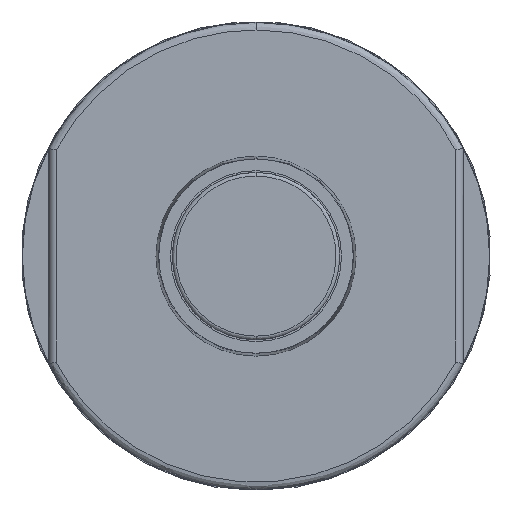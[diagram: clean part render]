
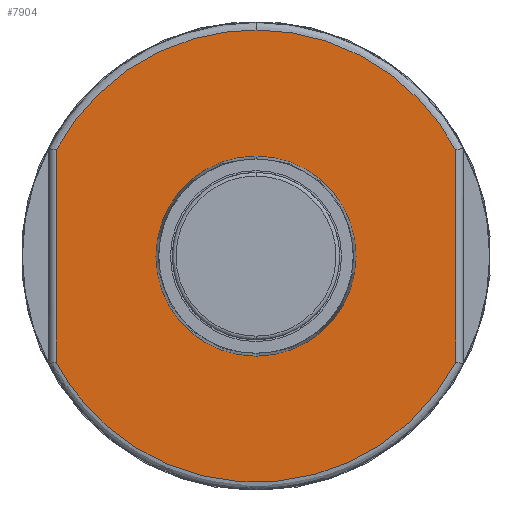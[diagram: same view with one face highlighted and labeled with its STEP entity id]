
A CAD part, front view. The second image highlights one B-rep face of the part: STEP entity #7904.
In plain terms, the highlighted planar face has unit normal (0, -1, 0).
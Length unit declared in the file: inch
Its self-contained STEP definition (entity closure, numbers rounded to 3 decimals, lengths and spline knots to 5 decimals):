
#1024 = VERTEX_POINT ( 'NONE', #14091 ) ;
#1730 = CARTESIAN_POINT ( 'NONE',  ( 1.05795, 1.225, 1.20637 ) ) ;
#2351 = CARTESIAN_POINT ( 'NONE',  ( 0., 1.225, 1.5 ) ) ;
#2398 = FACE_BOUND ( 'NONE', #15439, .T. ) ;
#2685 = DIRECTION ( 'NONE',  ( 0., 0., 1. ) ) ;
#2694 = CIRCLE ( 'NONE', #29563, 0.6635 ) ;
#2889 = ORIENTED_EDGE ( 'NONE', *, *, #27224, .F. ) ;
#3727 = DIRECTION ( 'NONE',  ( 0., 0., -1. ) ) ;
#4058 = VERTEX_POINT ( 'NONE', #13399 ) ;
#4202 = CARTESIAN_POINT ( 'NONE',  ( 0.68387, 1.225, -1.9113 ) ) ;
#4362 = DIRECTION ( 'NONE',  ( 0., 0., 1. ) ) ;
#4365 = CARTESIAN_POINT ( 'NONE',  ( 1.325, 1.225, -0.70312 ) ) ;
#4504 = VERTEX_POINT ( 'NONE', #30936 ) ;
#4950 = ORIENTED_EDGE ( 'NONE', *, *, #7465, .F. ) ;
#6044 = VERTEX_POINT ( 'NONE', #7388 ) ;
#6603 = CARTESIAN_POINT ( 'NONE',  ( 1.325, 1.225, 0. ) ) ;
#6882 = DIRECTION ( 'NONE',  ( 0., 0., -1. ) ) ;
#7388 = CARTESIAN_POINT ( 'NONE',  ( 1.325, 1.225, 0.70312 ) ) ;
#7392 = EDGE_CURVE ( 'NONE', #15321, #4058, #22806, .T. ) ;
#7465 = EDGE_CURVE ( 'NONE', #4504, #4058, #10969, .T. ) ;
#7865 = VECTOR ( 'NONE', #3727, 39.37008 ) ;
#7904 = ADVANCED_FACE ( 'NONE', ( #2398, #23824 ), #11779, .T. ) ;
#7935 = CARTESIAN_POINT ( 'NONE',  ( -1.55, 1.225, 0. ) ) ;
#8035 = VECTOR ( 'NONE', #4362, 39.37008 ) ;
#10469 = DIRECTION ( 'NONE',  ( 0., 0., -1. ) ) ;
#10969 =( BOUNDED_CURVE ( )  B_SPLINE_CURVE ( 3, ( #4365, #4202, #21049, #23270 ),
 .UNSPECIFIED., .F., .T. ) 
 B_SPLINE_CURVE_WITH_KNOTS ( ( 4, 4 ),
 ( 0., 1. ),
 .UNSPECIFIED. ) 
 CURVE ( )  GEOMETRIC_REPRESENTATION_ITEM ( )  RATIONAL_B_SPLINE_CURVE ( ( 1., 0.646, 0.646, 1. ) ) 
 REPRESENTATION_ITEM ( '' )  );
#11451 = CARTESIAN_POINT ( 'NONE',  ( -0.56972, 1.225, 1.5 ) ) ;
#11707 = EDGE_CURVE ( 'NONE', #15321, #1024, #18434, .T. ) ;
#11779 = PLANE ( 'NONE',  #30667 ) ;
#12038 = CARTESIAN_POINT ( 'NONE',  ( 0.56972, 1.225, 1.5 ) ) ;
#12094 = EDGE_CURVE ( 'NONE', #23743, #25294, #2694, .T. ) ;
#13399 = CARTESIAN_POINT ( 'NONE',  ( -1.325, 1.225, -0.70312 ) ) ;
#14049 = CARTESIAN_POINT ( 'NONE',  ( 0., 1.225, 0. ) ) ;
#14091 = CARTESIAN_POINT ( 'NONE',  ( 0., 1.225, 1.5 ) ) ;
#15321 = VERTEX_POINT ( 'NONE', #22522 ) ;
#15439 = EDGE_LOOP ( 'NONE', ( #22419, #21528 ) ) ;
#16159 = AXIS2_PLACEMENT_3D ( 'NONE', #27406, #29491, #10469 ) ;
#18434 =( BOUNDED_CURVE ( )  B_SPLINE_CURVE ( 3, ( #27760, #18571, #11451, #28237 ),
 .UNSPECIFIED., .F., .F. ) 
 B_SPLINE_CURVE_WITH_KNOTS ( ( 4, 4 ),
 ( 0., 1. ),
 .UNSPECIFIED. ) 
 CURVE ( )  GEOMETRIC_REPRESENTATION_ITEM ( )  RATIONAL_B_SPLINE_CURVE ( ( 1., 0.905, 0.905, 1. ) ) 
 REPRESENTATION_ITEM ( '' )  );
#18571 = CARTESIAN_POINT ( 'NONE',  ( -1.05795, 1.225, 1.20637 ) ) ;
#19126 = LINE ( 'NONE', #6603, #8035 ) ;
#19323 = CARTESIAN_POINT ( 'NONE',  ( 1.325, 1.225, 0.70312 ) ) ;
#21049 = CARTESIAN_POINT ( 'NONE',  ( -0.68387, 1.225, -1.9113 ) ) ;
#21528 = ORIENTED_EDGE ( 'NONE', *, *, #29098, .T. ) ;
#21531 = ORIENTED_EDGE ( 'NONE', *, *, #11707, .F. ) ;
#22332 = CARTESIAN_POINT ( 'NONE',  ( 0., 1.225, -0.6635 ) ) ;
#22419 = ORIENTED_EDGE ( 'NONE', *, *, #12094, .T. ) ;
#22522 = CARTESIAN_POINT ( 'NONE',  ( -1.325, 1.225, 0.70312 ) ) ;
#22806 = LINE ( 'NONE', #29926, #7865 ) ;
#23270 = CARTESIAN_POINT ( 'NONE',  ( -1.325, 1.225, -0.70312 ) ) ;
#23743 = VERTEX_POINT ( 'NONE', #22332 ) ;
#23824 = FACE_OUTER_BOUND ( 'NONE', #29584, .T. ) ;
#24264 = CIRCLE ( 'NONE', #16159, 0.6635 ) ;
#25294 = VERTEX_POINT ( 'NONE', #26436 ) ;
#26436 = CARTESIAN_POINT ( 'NONE',  ( 0., 1.225, 0.6635 ) ) ;
#26774 =( BOUNDED_CURVE ( )  B_SPLINE_CURVE ( 3, ( #2351, #12038, #1730, #19323 ),
 .UNSPECIFIED., .F., .T. ) 
 B_SPLINE_CURVE_WITH_KNOTS ( ( 4, 4 ),
 ( 0., 1. ),
 .UNSPECIFIED. ) 
 CURVE ( )  GEOMETRIC_REPRESENTATION_ITEM ( )  RATIONAL_B_SPLINE_CURVE ( ( 1., 0.905, 0.905, 1. ) ) 
 REPRESENTATION_ITEM ( '' )  );
#26924 = ORIENTED_EDGE ( 'NONE', *, *, #27528, .T. ) ;
#27106 = DIRECTION ( 'NONE',  ( 0., -1., 0. ) ) ;
#27224 = EDGE_CURVE ( 'NONE', #1024, #6044, #26774, .T. ) ;
#27406 = CARTESIAN_POINT ( 'NONE',  ( 0., 1.225, 0. ) ) ;
#27528 = EDGE_CURVE ( 'NONE', #4504, #6044, #19126, .T. ) ;
#27760 = CARTESIAN_POINT ( 'NONE',  ( -1.325, 1.225, 0.70312 ) ) ;
#28237 = CARTESIAN_POINT ( 'NONE',  ( 0., 1.225, 1.5 ) ) ;
#28263 = ORIENTED_EDGE ( 'NONE', *, *, #7392, .T. ) ;
#28291 = DIRECTION ( 'NONE',  ( 0., 1., 0. ) ) ;
#29098 = EDGE_CURVE ( 'NONE', #25294, #23743, #24264, .T. ) ;
#29491 = DIRECTION ( 'NONE',  ( 0., 1., 0. ) ) ;
#29563 = AXIS2_PLACEMENT_3D ( 'NONE', #14049, #28291, #6882 ) ;
#29584 = EDGE_LOOP ( 'NONE', ( #4950, #26924, #2889, #21531, #28263 ) ) ;
#29926 = CARTESIAN_POINT ( 'NONE',  ( -1.325, 1.225, 0. ) ) ;
#30667 = AXIS2_PLACEMENT_3D ( 'NONE', #7935, #27106, #2685 ) ;
#30936 = CARTESIAN_POINT ( 'NONE',  ( 1.325, 1.225, -0.70312 ) ) ;
